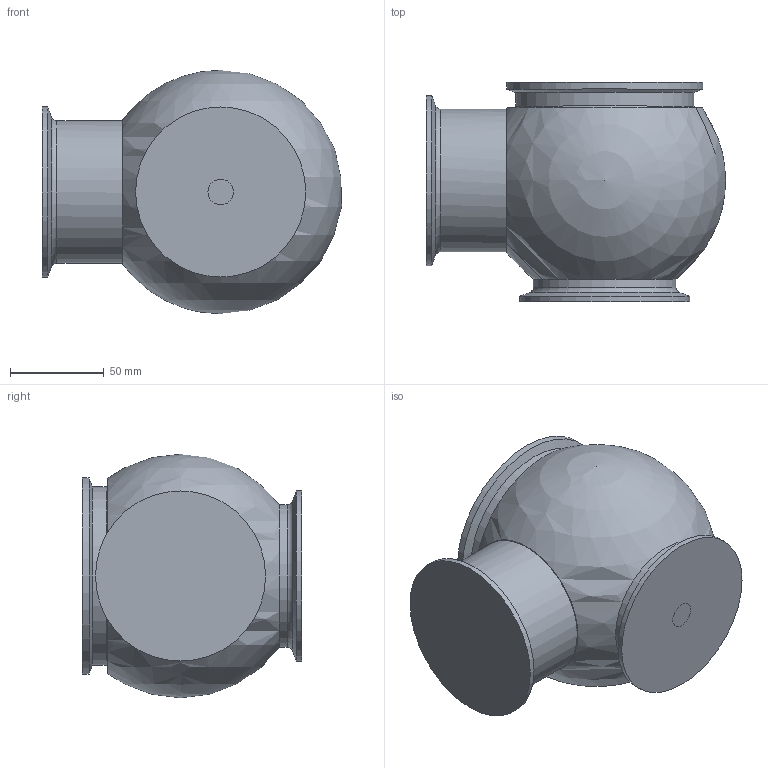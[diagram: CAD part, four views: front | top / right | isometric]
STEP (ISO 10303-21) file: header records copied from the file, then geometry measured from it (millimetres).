
FILE_DESCRIPTION(/* description */ (''),/* implementation_level */ '2;1');
FILE_NAME(/* name */ '109955.stp',/* time_stamp */ '2021-08-18T15:01:43+06:00',/* author */ ('H7M44K'),/* organization */ (''),/* preprocessor_version */ 'ST-DEVELOPER v18.1',/* originating_system */ 'Autodesk Inventor 2020',/* authorisation */ '');
FILE_SCHEMA (('AUTOMOTIVE_DESIGN { 1 0 10303 214 3 1 1 }'));
Length unit declared in the file: inch
Products named in the file (1): 109955
Bounding box: 159.85 x 117.17 x 130.15 mm (x, y, z)
Volume: 1343152.1 mm3; surface area: 76514.1 mm2
Topology: 1 solids, 1 shells, 19 faces, 50 edges, 36 vertices
Faces by surface type: cylinder 6, plane 5, torus 3, cone 3, sphere 2
Full cylindrical faces by diameter (mm): 76.2 x2, 90.907 x2, 95.25 x1, 104.775 x1
Entity records: 660 total; most frequent: DIRECTION 127, CARTESIAN_POINT 104, ORIENTED_EDGE 96, AXIS2_PLACEMENT_3D 59, EDGE_CURVE 48, CIRCLE 39, VERTEX_POINT 36, EDGE_LOOP 24
